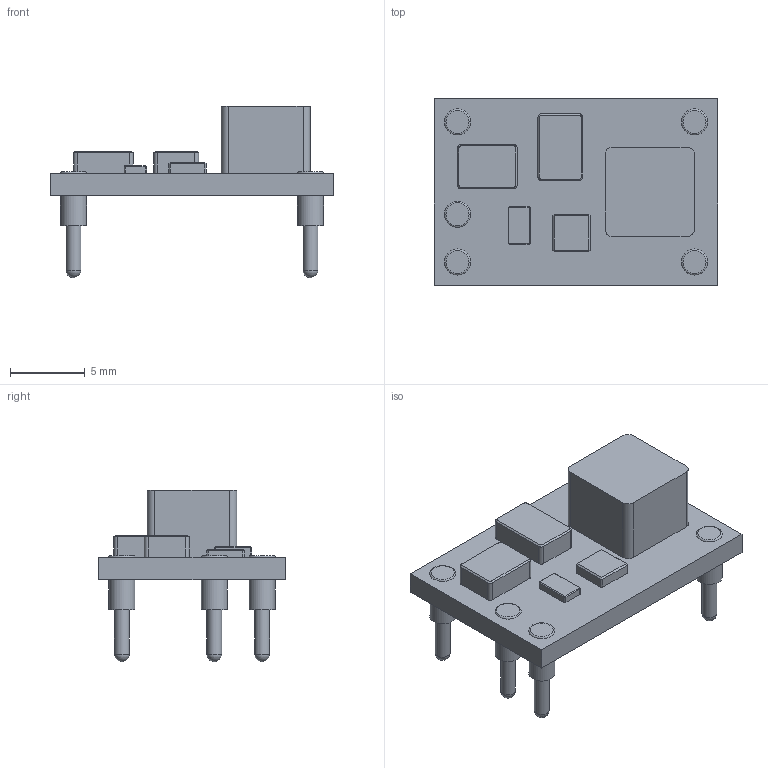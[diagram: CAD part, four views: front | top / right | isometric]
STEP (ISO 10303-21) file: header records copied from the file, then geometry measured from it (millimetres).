
FILE_DESCRIPTION(('FreeCAD Model'),'2;1');
FILE_NAME('Fusion.step', '2020-03-08T23:43:07',('kicad StepUp'),('ksu MCAD'), 'Open CASCADE STEP processor 7.3','FreeCAD','Unknown');
FILE_SCHEMA(('CONFIG_CONTROL_DESIGN','SHAPE_APPEARANCE_LAYER_MIM'));
Length unit declared in the file: millimetre
Products named in the file (1): Fusion
Bounding box: 19 x 12.5 x 11.5 mm (x, y, z)
Volume: 600 mm3; surface area: 832.2 mm2
Topology: 1 solids, 1 shells, 113 faces, 247 edges, 151 vertices
Faces by surface type: plane 65, cylinder 26, cone 12, sphere 5, torus 5
Full cylindrical faces by diameter (mm): 1 x5, 1.75 x5
Entity records: 3869 total; most frequent: DIRECTION 554, CARTESIAN_POINT 507, ORIENTED_EDGE 484, EDGE_CURVE 242, AXIS2_PLACEMENT_3D 198, LINE 158, VECTOR 158, VERTEX_POINT 151
